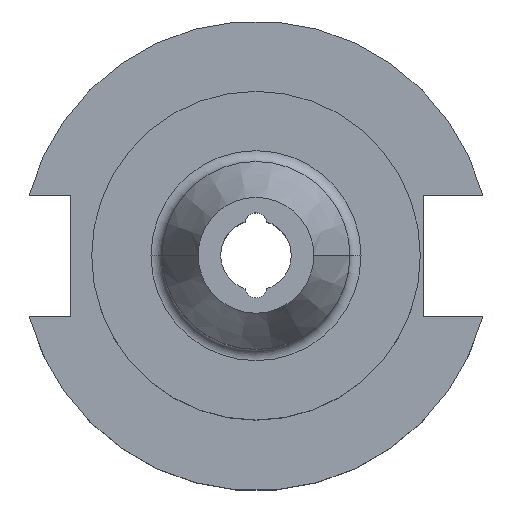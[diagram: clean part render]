
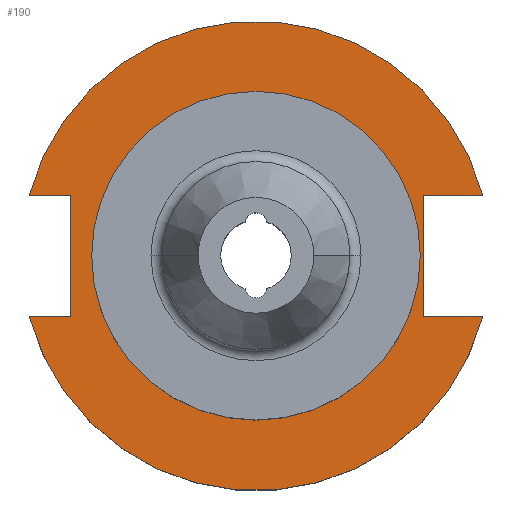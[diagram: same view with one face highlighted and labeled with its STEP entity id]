
A CAD part, top view. The second image highlights one B-rep face of the part: STEP entity #190.
In plain terms, the highlighted planar face has unit normal (0, 0, 1).
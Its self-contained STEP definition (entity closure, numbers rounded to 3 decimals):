
#2 = DIRECTION ( 'NONE',  ( 0., 0., -1. ) ) ;
#7 = DIRECTION ( 'NONE',  ( -1., 0., 0. ) ) ;
#9 = DIRECTION ( 'NONE',  ( -1., 0., 0. ) ) ;
#28 = CARTESIAN_POINT ( 'NONE',  ( 0., 0., 19.05 ) ) ;
#35 = ORIENTED_EDGE ( 'NONE', *, *, #1257, .T. ) ;
#60 = CARTESIAN_POINT ( 'NONE',  ( 0., -8.191, 19.05 ) ) ;
#114 = PLANE ( 'NONE',  #872 ) ;
#121 = CARTESIAN_POINT ( 'NONE',  ( -25.091, 8.191, 19.05 ) ) ;
#129 = DIRECTION ( 'NONE',  ( 1., 0., 0. ) ) ;
#132 = CARTESIAN_POINT ( 'NONE',  ( 22.225, 0., 19.05 ) ) ;
#145 = CARTESIAN_POINT ( 'NONE',  ( 22.606, 8.191, 19.05 ) ) ;
#151 = DIRECTION ( 'NONE',  ( 1., 0., 0. ) ) ;
#161 = DIRECTION ( 'NONE',  ( 1., 0., 0. ) ) ;
#167 = CARTESIAN_POINT ( 'NONE',  ( -25.091, -8.191, 19.05 ) ) ;
#176 = EDGE_CURVE ( 'NONE', #409, #350, #684, .T. ) ;
#190 = ADVANCED_FACE ( 'NONE', ( #903, #208 ), #114, .F. ) ;
#196 = EDGE_LOOP ( 'NONE', ( #1413, #1092 ) ) ;
#208 = FACE_OUTER_BOUND ( 'NONE', #506, .T. ) ;
#218 = EDGE_CURVE ( 'NONE', #252, #1118, #750, .T. ) ;
#225 = VECTOR ( 'NONE', #151, 1000. ) ;
#230 = VECTOR ( 'NONE', #7, 1000. ) ;
#234 = CARTESIAN_POINT ( 'NONE',  ( -25.091, 8.191, 19.05 ) ) ;
#238 = AXIS2_PLACEMENT_3D ( 'NONE', #711, #722, #816 ) ;
#241 = DIRECTION ( 'NONE',  ( 0., 0., 1. ) ) ;
#252 = VERTEX_POINT ( 'NONE', #1048 ) ;
#277 = CARTESIAN_POINT ( 'NONE',  ( 0., 8.191, 19.05 ) ) ;
#303 = ORIENTED_EDGE ( 'NONE', *, *, #1179, .F. ) ;
#313 = VERTEX_POINT ( 'NONE', #132 ) ;
#344 = ORIENTED_EDGE ( 'NONE', *, *, #392, .T. ) ;
#348 = EDGE_CURVE ( 'NONE', #479, #1193, #1305, .T. ) ;
#350 = VERTEX_POINT ( 'NONE', #167 ) ;
#358 = AXIS2_PLACEMENT_3D ( 'NONE', #28, #953, #161 ) ;
#385 = VECTOR ( 'NONE', #631, 1000. ) ;
#392 = EDGE_CURVE ( 'NONE', #409, #1193, #1266, .T. ) ;
#409 = VERTEX_POINT ( 'NONE', #1232 ) ;
#433 = CIRCLE ( 'NONE', #1299, 22.225 ) ;
#479 = VERTEX_POINT ( 'NONE', #1577 ) ;
#506 = EDGE_LOOP ( 'NONE', ( #35, #1046, #344, #1663, #648, #303, #1297, #969 ) ) ;
#526 = CARTESIAN_POINT ( 'NONE',  ( -61.091, 8.191, 19.05 ) ) ;
#528 = VECTOR ( 'NONE', #1050, 1000. ) ;
#540 = CARTESIAN_POINT ( 'NONE',  ( 30.675, 8.191, 19.05 ) ) ;
#631 = DIRECTION ( 'NONE',  ( 1., 0., 0. ) ) ;
#642 = CARTESIAN_POINT ( 'NONE',  ( 0., 22.225, 19.05 ) ) ;
#648 = ORIENTED_EDGE ( 'NONE', *, *, #1008, .T. ) ;
#677 = CARTESIAN_POINT ( 'NONE',  ( 30.675, -8.191, 19.05 ) ) ;
#684 = LINE ( 'NONE', #1006, #1572 ) ;
#711 = CARTESIAN_POINT ( 'NONE',  ( 0., 0., 19.05 ) ) ;
#722 = DIRECTION ( 'NONE',  ( 0., 0., 1. ) ) ;
#750 = LINE ( 'NONE', #526, #385 ) ;
#809 = CIRCLE ( 'NONE', #847, 22.225 ) ;
#816 = DIRECTION ( 'NONE',  ( 1., 0., 0. ) ) ;
#838 = LINE ( 'NONE', #1470, #1223 ) ;
#847 = AXIS2_PLACEMENT_3D ( 'NONE', #1668, #915, #129 ) ;
#872 = AXIS2_PLACEMENT_3D ( 'NONE', #642, #2, #9 ) ;
#881 = VERTEX_POINT ( 'NONE', #930 ) ;
#885 = VERTEX_POINT ( 'NONE', #145 ) ;
#898 = DIRECTION ( 'NONE',  ( 1., 0., 0. ) ) ;
#903 = FACE_BOUND ( 'NONE', #196, .T. ) ;
#915 = DIRECTION ( 'NONE',  ( 0., 0., 1. ) ) ;
#930 = CARTESIAN_POINT ( 'NONE',  ( -22.225, 0., 19.05 ) ) ;
#953 = DIRECTION ( 'NONE',  ( 0., 0., 1. ) ) ;
#969 = ORIENTED_EDGE ( 'NONE', *, *, #218, .T. ) ;
#1006 = CARTESIAN_POINT ( 'NONE',  ( -61.091, -8.191, 19.05 ) ) ;
#1008 = EDGE_CURVE ( 'NONE', #479, #885, #838, .T. ) ;
#1046 = ORIENTED_EDGE ( 'NONE', *, *, #176, .F. ) ;
#1048 = CARTESIAN_POINT ( 'NONE',  ( -30.675, 8.191, 19.05 ) ) ;
#1050 = DIRECTION ( 'NONE',  ( 0., -1., 0. ) ) ;
#1088 = EDGE_CURVE ( 'NONE', #881, #313, #433, .T. ) ;
#1092 = ORIENTED_EDGE ( 'NONE', *, *, #1088, .F. ) ;
#1110 = DIRECTION ( 'NONE',  ( 0., 1., 0. ) ) ;
#1118 = VERTEX_POINT ( 'NONE', #234 ) ;
#1141 = DIRECTION ( 'NONE',  ( 1., 0., 0. ) ) ;
#1179 = EDGE_CURVE ( 'NONE', #1576, #885, #1597, .T. ) ;
#1193 = VERTEX_POINT ( 'NONE', #677 ) ;
#1223 = VECTOR ( 'NONE', #1110, 1000. ) ;
#1232 = CARTESIAN_POINT ( 'NONE',  ( -30.675, -8.191, 19.05 ) ) ;
#1257 = EDGE_CURVE ( 'NONE', #1118, #350, #1480, .T. ) ;
#1266 = CIRCLE ( 'NONE', #238, 31.75 ) ;
#1270 = EDGE_CURVE ( 'NONE', #313, #881, #809, .T. ) ;
#1297 = ORIENTED_EDGE ( 'NONE', *, *, #1503, .T. ) ;
#1299 = AXIS2_PLACEMENT_3D ( 'NONE', #1418, #241, #898 ) ;
#1305 = LINE ( 'NONE', #60, #225 ) ;
#1413 = ORIENTED_EDGE ( 'NONE', *, *, #1270, .F. ) ;
#1418 = CARTESIAN_POINT ( 'NONE',  ( 0., 0., 19.05 ) ) ;
#1470 = CARTESIAN_POINT ( 'NONE',  ( 22.606, 22.225, 19.05 ) ) ;
#1480 = LINE ( 'NONE', #121, #528 ) ;
#1503 = EDGE_CURVE ( 'NONE', #1576, #252, #1596, .T. ) ;
#1572 = VECTOR ( 'NONE', #1141, 1000. ) ;
#1576 = VERTEX_POINT ( 'NONE', #540 ) ;
#1577 = CARTESIAN_POINT ( 'NONE',  ( 22.606, -8.191, 19.05 ) ) ;
#1596 = CIRCLE ( 'NONE', #358, 31.75 ) ;
#1597 = LINE ( 'NONE', #277, #230 ) ;
#1663 = ORIENTED_EDGE ( 'NONE', *, *, #348, .F. ) ;
#1668 = CARTESIAN_POINT ( 'NONE',  ( 0., 0., 19.05 ) ) ;
